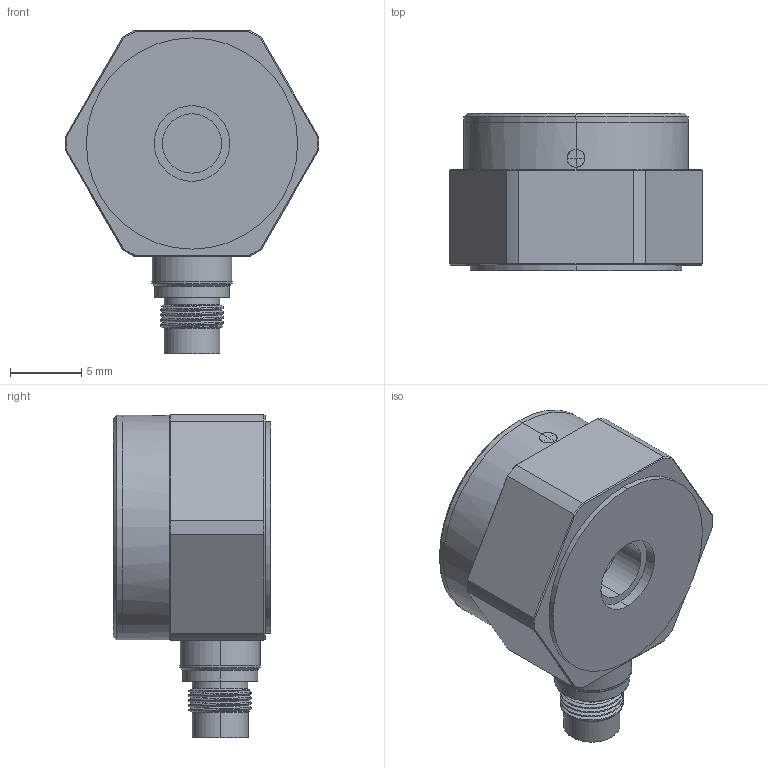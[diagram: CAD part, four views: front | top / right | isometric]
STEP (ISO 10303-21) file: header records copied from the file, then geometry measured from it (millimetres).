
FILE_DESCRIPTION (( 'STEP AP214' ), '1' );
FILE_NAME ('7700AX.STEP', '2017-12-20T23:49:21', ( 'Dytran' ), ( '' ), 'SwSTEP 2.0', 'SolidWorks 2016', '' );
FILE_SCHEMA (( 'AUTOMOTIVE_DESIGN' ));
Length unit declared in the file: inch
Products named in the file (1): 7700AX
Bounding box: 17.78 x 11.05 x 22.68 mm (x, y, z)
Volume: 2306.9 mm3; surface area: 1247.6 mm2
Topology: 1 solids, 1 shells, 392 faces, 1001 edges, 652 vertices
Faces by surface type: plane 219, bspline 87, cylinder 56, cone 22, torus 8
Entity records: 20111 total; most frequent: CARTESIAN_POINT 9326, ORIENTED_EDGE 2002, DIRECTION 1511, EDGE_CURVE 1001, VERTEX_POINT 652, LINE 635, VECTOR 635, AXIS2_PLACEMENT_3D 438
